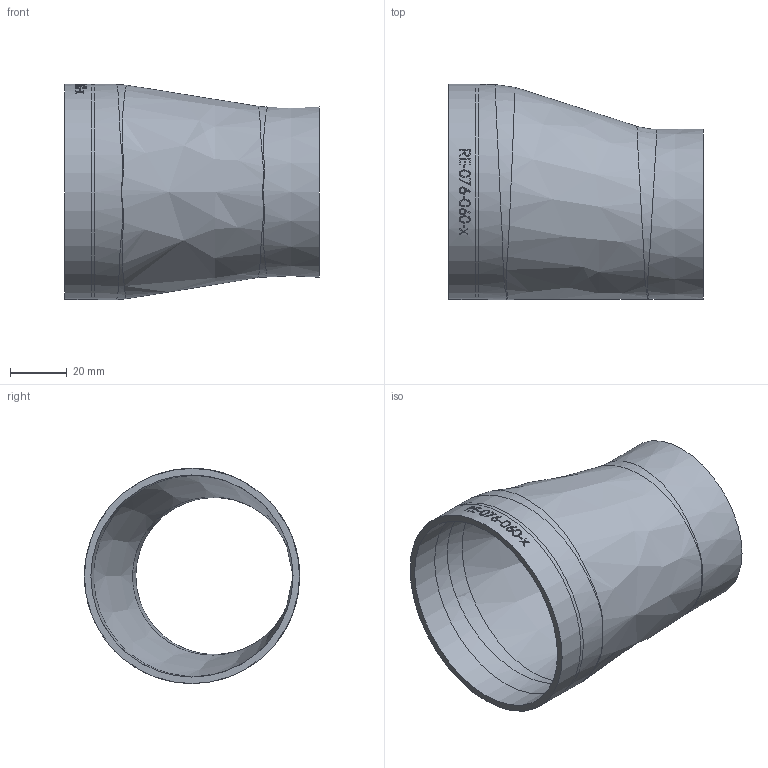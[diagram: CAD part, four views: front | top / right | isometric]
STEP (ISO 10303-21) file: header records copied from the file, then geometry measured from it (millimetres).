
FILE_DESCRIPTION (( 'STEP AP214' ), '1' );
FILE_NAME ('RE-076-060-x Reduzierung Exzenter 76,1x60,3x2,3x2,0 BL90 1909.STEP', '2019-09-20T09:27:02', ( '' ), ( '' ), 'SwSTEP 2.0', 'SolidWorks 2016', '' );
FILE_SCHEMA (( 'AUTOMOTIVE_DESIGN' ));
Length unit declared in the file: millimetre
Products named in the file (1): RE-076-060-x Reduzierung Exzenter 76,1x60,3x2,3x2,0 BL90 1909
Bounding box: 90 x 76.13 x 76.16 mm (x, y, z)
Volume: 43171.2 mm3; surface area: 38506.5 mm2
Topology: 1 solids, 1 shells, 145 faces, 377 edges, 251 vertices
Faces by surface type: bspline 76, plane 41, cylinder 21, cone 5, torus 2
Full cylindrical faces by diameter (mm): 71.5 x1, 76.1 x1
Entity records: 18458 total; most frequent: CARTESIAN_POINT 14338, ORIENTED_EDGE 688, EDGE_CURVE 344, DIRECTION 311, VERTEX_POINT 235, B_SPLINE_CURVE_WITH_KNOTS 226, EDGE_LOOP 179, FACE_OUTER_BOUND 154
